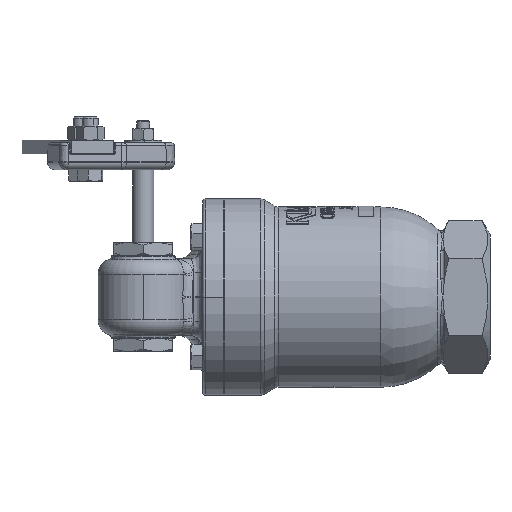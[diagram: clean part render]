
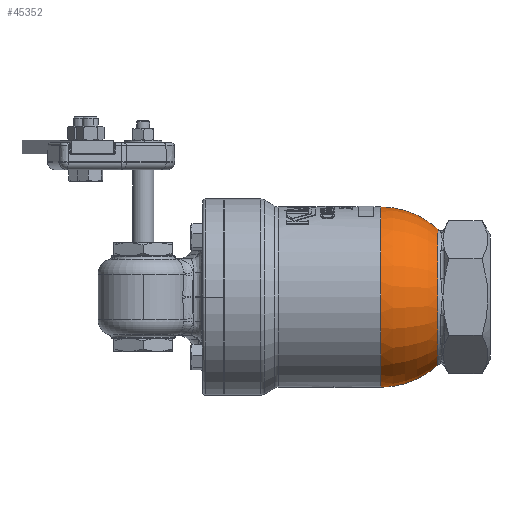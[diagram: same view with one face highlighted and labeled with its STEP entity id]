
A CAD part, left-side view. The second image highlights one B-rep face of the part: STEP entity #45352.
In plain terms, the highlighted toroidal (fillet/blend) face has major radius 3.175 mm and minor radius 50.8 mm.
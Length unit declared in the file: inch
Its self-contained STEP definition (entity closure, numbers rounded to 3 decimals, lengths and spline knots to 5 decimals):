
#1594 = TOROIDAL_SURFACE ( 'NONE', #25498, 0.125, 2. ) ;
#2619 = CARTESIAN_POINT ( 'NONE',  ( 0., 2.59375, 2.125 ) ) ;
#3087 = DIRECTION ( 'NONE',  ( 0., 0., -1. ) ) ;
#3282 = FACE_OUTER_BOUND ( 'NONE', #11731, .T. ) ;
#6108 = DIRECTION ( 'NONE',  ( 0., -1., 0. ) ) ;
#7422 = AXIS2_PLACEMENT_3D ( 'NONE', #44718, #23426, #61015 ) ;
#10906 = VERTEX_POINT ( 'NONE', #27962 ) ;
#11731 = EDGE_LOOP ( 'NONE', ( #58776, #26442, #44367, #62051 ) ) ;
#12011 = DIRECTION ( 'NONE',  ( 0., 0., -1. ) ) ;
#12517 = DIRECTION ( 'NONE',  ( 0., 0., 1. ) ) ;
#13295 = AXIS2_PLACEMENT_3D ( 'NONE', #35472, #68788, #3087 ) ;
#13302 = VERTEX_POINT ( 'NONE', #2619 ) ;
#16969 = CARTESIAN_POINT ( 'NONE',  ( 0., 2.59375, 0. ) ) ;
#18538 = CARTESIAN_POINT ( 'NONE',  ( 0., 1.24656, 0. ) ) ;
#19031 = AXIS2_PLACEMENT_3D ( 'NONE', #18538, #29620, #56355 ) ;
#21097 = AXIS2_PLACEMENT_3D ( 'NONE', #34477, #50078, #12517 ) ;
#21412 = EDGE_CURVE ( 'NONE', #13302, #60502, #68404, .T. ) ;
#23426 = DIRECTION ( 'NONE',  ( 1., 0., 0. ) ) ;
#24836 = EDGE_CURVE ( 'NONE', #10906, #31182, #43601, .T. ) ;
#25498 = AXIS2_PLACEMENT_3D ( 'NONE', #16969, #6108, #12011 ) ;
#26442 = ORIENTED_EDGE ( 'NONE', *, *, #68165, .T. ) ;
#27962 = CARTESIAN_POINT ( 'NONE',  ( 0., 2.59375, -2.125 ) ) ;
#29620 = DIRECTION ( 'NONE',  ( 0., -1., 0. ) ) ;
#30389 = EDGE_CURVE ( 'Defeatured_0_786+Defeatured_0_1072+Defeatured_0_1072+Defeatured_0_1072', #60502, #31182, #53820, .T. ) ;
#31182 = VERTEX_POINT ( 'NONE', #51916 ) ;
#34477 = CARTESIAN_POINT ( 'NONE',  ( 0., 2.59375, -0.125 ) ) ;
#35472 = CARTESIAN_POINT ( 'NONE',  ( 0., 2.59375, 0. ) ) ;
#43601 = CIRCLE ( 'NONE', #21097, 2. ) ;
#44367 = ORIENTED_EDGE ( 'NONE', *, *, #24836, .T. ) ;
#44718 = CARTESIAN_POINT ( 'NONE',  ( 0., 2.59375, 0.125 ) ) ;
#45352 = ADVANCED_FACE ( 'Defeatured_0_1072', ( #3282 ), #1594, .T. ) ;
#50078 = DIRECTION ( 'NONE',  ( -1., 0., 0. ) ) ;
#51916 = CARTESIAN_POINT ( 'NONE',  ( 0., 1.24656, -1.6032 ) ) ;
#53820 = CIRCLE ( 'NONE', #19031, 1.6032 ) ;
#56355 = DIRECTION ( 'NONE',  ( 0., 0., -1. ) ) ;
#58776 = ORIENTED_EDGE ( 'NONE', *, *, #21412, .F. ) ;
#60502 = VERTEX_POINT ( 'NONE', #61957 ) ;
#61015 = DIRECTION ( 'NONE',  ( 0., 0., -1. ) ) ;
#61957 = CARTESIAN_POINT ( 'NONE',  ( 0., 1.24656, 1.6032 ) ) ;
#62051 = ORIENTED_EDGE ( 'NONE', *, *, #30389, .F. ) ;
#65130 = CIRCLE ( 'NONE', #13295, 2.125 ) ;
#68165 = EDGE_CURVE ( 'Defeatured_0_1072+Defeatured_0_1077+Defeatured_0_1097+Defeatured_0_1097', #13302, #10906, #65130, .T. ) ;
#68404 = CIRCLE ( 'NONE', #7422, 2. ) ;
#68788 = DIRECTION ( 'NONE',  ( 0., -1., 0. ) ) ;
